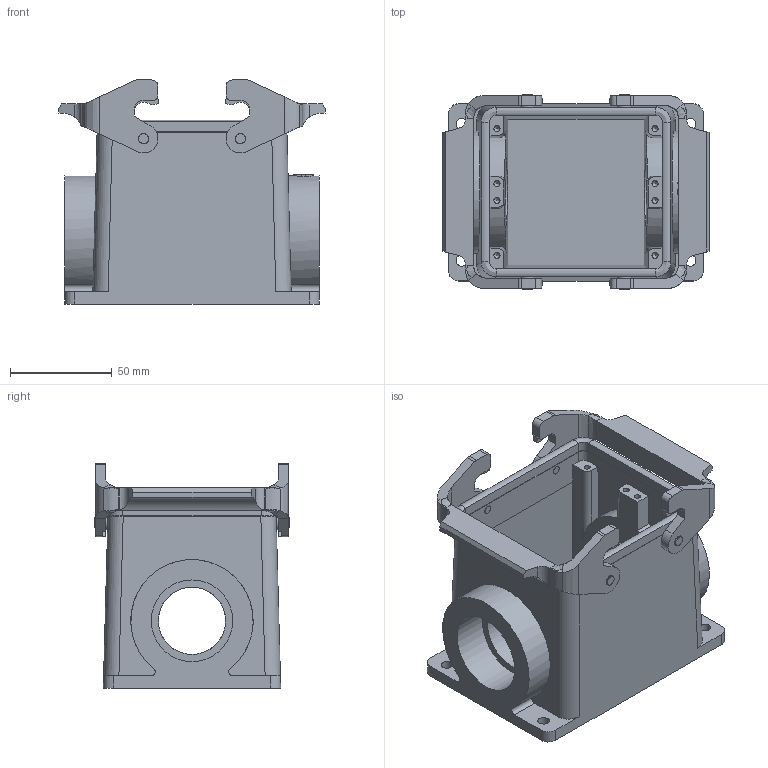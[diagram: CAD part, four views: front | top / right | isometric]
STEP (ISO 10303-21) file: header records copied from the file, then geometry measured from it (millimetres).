
FILE_DESCRIPTION(/* description */ (''),/* implementation_level */ '2;1');
FILE_NAME(/* name */ '100094910ugm000_d.stp',/* time_stamp */ '2020-03-12T12:22:58+01:00',/* author */ (''),/* organization */ (''),/* preprocessor_version */ 'ST-DEVELOPER v16.7',/* originating_system */ 'SIEMENS PLM Software NX 12.0',/* authorisation */ '');
FILE_SCHEMA (('AUTOMOTIVE_DESIGN { 1 0 10303 214 3 1 1 1 }'));
Length unit declared in the file: millimetre
Products named in the file (1): 100094910ugm000_d
Bounding box: 130.5 x 95.67 x 109.9 mm (x, y, z)
Volume: 330727.6 mm3; surface area: 104541.1 mm2
Topology: 3 solids, 3 shells, 461 faces, 1291 edges, 852 vertices
Faces by surface type: plane 266, cylinder 125, bspline 46, cone 12, extrusion 8, torus 4
Full cylindrical faces by diameter (mm): 0.671 x1, 0.984 x1, 3 x8, 4 x4, 4.8 x4, 5.1 x4, 5.6 x4, 7 x4, 33 x2, 40 x2
Entity records: 18522 total; most frequent: CARTESIAN_POINT 5251, ORIENTED_EDGE 2422, DIRECTION 2231, EDGE_CURVE 1211, VERTEX_POINT 825, VECTOR 765, LINE 757, AXIS2_PLACEMENT_3D 733
